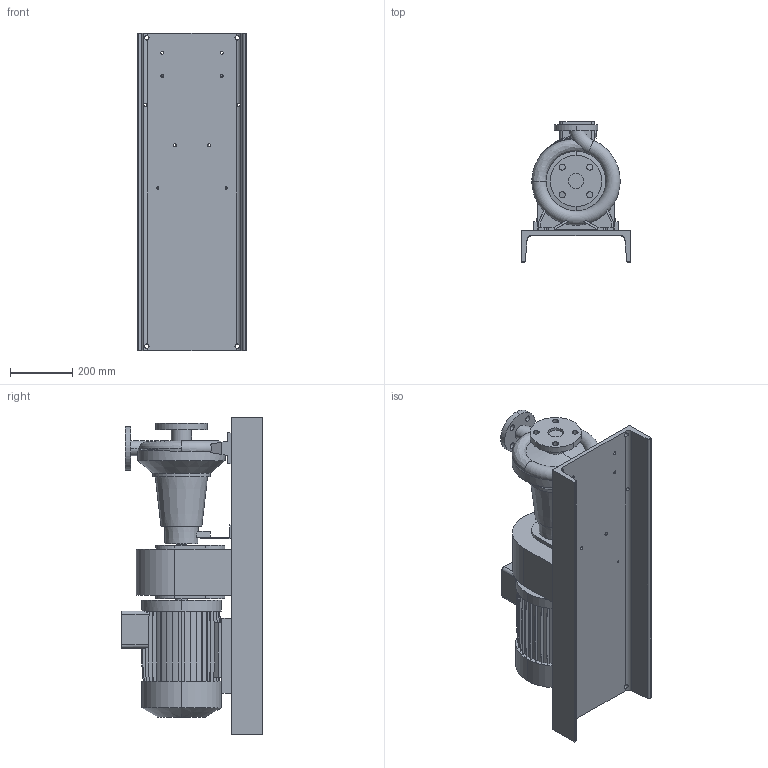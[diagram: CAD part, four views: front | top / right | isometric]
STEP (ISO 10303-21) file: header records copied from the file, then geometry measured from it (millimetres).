
FILE_DESCRIPTION (( 'STEP AP203' ), '1' );
FILE_NAME ('10018071swa00.step', '2023-07-07T12:28:00', ( '' ), ( '' ), 'SwSTEP 2.0', 'SolidWorks 2020', '' );
FILE_SCHEMA (( 'CONFIG_CONTROL_DESIGN' ));
Length unit declared in the file: millimetre
Products named in the file (5): 10017783swp00_32L-200; 10018071swa00; 10018097swp00_MCG 15 32L-200 132; 10012573swp00_240; 10018072swp00_132S
Assembly tree (4 placements, depth 2):
  10018071swa00
    10017783swp00_32L-200
    10018097swp00_MCG 15 32L-200 132
    10018072swp00_132S
    10012573swp00_240
Bounding box: 350 x 452 x 1020 mm (x, y, z)
Volume: 47459758.9 mm3; surface area: 2631350.6 mm2
Topology: 6 solids, 6 shells, 534 faces, 1516 edges, 1007 vertices
Faces by surface type: plane 362, cylinder 153, cone 11, torus 6, bspline 2
Entity records: 19337 total; most frequent: CARTESIAN_POINT 4603, ORIENTED_EDGE 3032, DIRECTION 2867, EDGE_CURVE 1516, LINE 1117, VECTOR 1117, VERTEX_POINT 1007, AXIS2_PLACEMENT_3D 875
